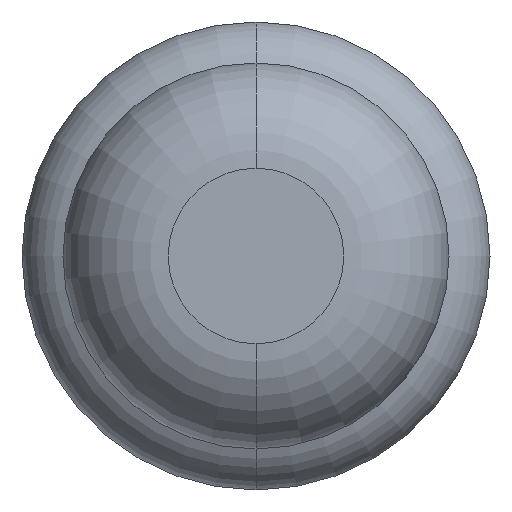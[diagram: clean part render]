
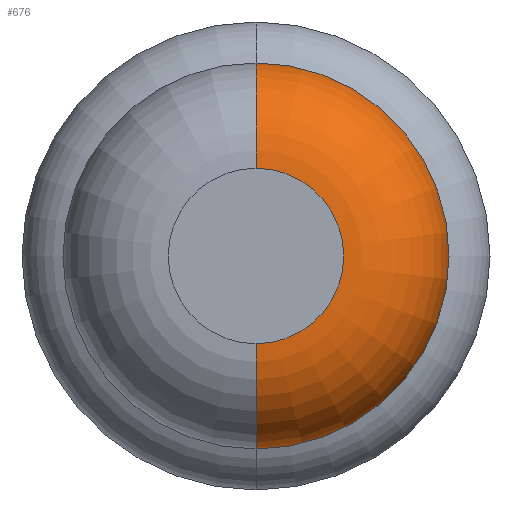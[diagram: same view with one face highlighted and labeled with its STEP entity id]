
A CAD part, front view. The second image highlights one B-rep face of the part: STEP entity #676.
In plain terms, the highlighted toroidal (fillet/blend) face has major radius 0.375 mm and minor radius 0.45 mm.
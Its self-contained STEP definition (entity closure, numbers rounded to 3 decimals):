
#15 = DIRECTION ( 'NONE',  ( 0., 1., 0. ) ) ;
#95 = VERTEX_POINT ( 'NONE', #1929 ) ;
#319 = FACE_OUTER_BOUND ( 'NONE', #3138, .T. ) ;
#361 = AXIS2_PLACEMENT_3D ( 'NONE', #2155, #561, #885 ) ;
#561 = DIRECTION ( 'NONE',  ( 1., 0., 0. ) ) ;
#676 = ADVANCED_FACE ( 'Defeature ausgef�hrt1_2', ( #319 ), #3574, .T. ) ;
#880 = AXIS2_PLACEMENT_3D ( 'NONE', #2223, #2272, #2853 ) ;
#885 = DIRECTION ( 'NONE',  ( 0., 0., -1. ) ) ;
#911 = AXIS2_PLACEMENT_3D ( 'NONE', #1863, #15, #2476 ) ;
#1123 = ORIENTED_EDGE ( 'NONE', *, *, #2258, .T. ) ;
#1318 = VERTEX_POINT ( 'NONE', #2910 ) ;
#1545 = CARTESIAN_POINT ( 'NONE',  ( 0., -24., 0. ) ) ;
#1681 = CARTESIAN_POINT ( 'NONE',  ( 0., -24., -0.375 ) ) ;
#1863 = CARTESIAN_POINT ( 'NONE',  ( 0., -23.55, 0. ) ) ;
#1929 = CARTESIAN_POINT ( 'NONE',  ( 0., -24., 0.375 ) ) ;
#1985 = CIRCLE ( 'NONE', #3064, 0.45 ) ;
#2155 = CARTESIAN_POINT ( 'NONE',  ( 0., -23.55, -0.375 ) ) ;
#2223 = CARTESIAN_POINT ( 'NONE',  ( 0., -23.55, 0. ) ) ;
#2258 = EDGE_CURVE ( 'Defeature ausgef�hrt1_2+Defeature ausgef�hrt1_1+Defeature ausgef�hrt1_1+Defeature ausgef�hrt1_1', #95, #3957, #2596, .T. ) ;
#2264 = CIRCLE ( 'NONE', #911, 0.825 ) ;
#2272 = DIRECTION ( 'NONE',  ( 0., 1., 0. ) ) ;
#2281 = EDGE_CURVE ( 'Defeature ausgef�hrt1_3+Defeature ausgef�hrt1_2+Defeature ausgef�hrt1_2+Defeature ausgef�hrt1_2', #3549, #1318, #2264, .T. ) ;
#2450 = DIRECTION ( 'NONE',  ( 0., 0., 1. ) ) ;
#2476 = DIRECTION ( 'NONE',  ( 0., 0., 1. ) ) ;
#2596 = CIRCLE ( 'NONE', #3634, 0.375 ) ;
#2853 = DIRECTION ( 'NONE',  ( 0., 0., 1. ) ) ;
#2910 = CARTESIAN_POINT ( 'NONE',  ( 0., -23.55, -0.825 ) ) ;
#2925 = ORIENTED_EDGE ( 'NONE', *, *, #3280, .T. ) ;
#3064 = AXIS2_PLACEMENT_3D ( 'NONE', #3134, #3488, #3435 ) ;
#3134 = CARTESIAN_POINT ( 'NONE',  ( 0., -23.55, 0.375 ) ) ;
#3138 = EDGE_LOOP ( 'NONE', ( #1123, #2925, #3320, #3649 ) ) ;
#3205 = CARTESIAN_POINT ( 'NONE',  ( 0., -23.55, 0.825 ) ) ;
#3280 = EDGE_CURVE ( 'NONE', #3957, #1318, #3832, .T. ) ;
#3320 = ORIENTED_EDGE ( 'NONE', *, *, #2281, .F. ) ;
#3423 = EDGE_CURVE ( 'NONE', #95, #3549, #1985, .T. ) ;
#3435 = DIRECTION ( 'NONE',  ( 0., 0., 1. ) ) ;
#3488 = DIRECTION ( 'NONE',  ( -1., 0., 0. ) ) ;
#3549 = VERTEX_POINT ( 'NONE', #3205 ) ;
#3574 = TOROIDAL_SURFACE ( 'NONE', #880, 0.375, 0.45 ) ;
#3634 = AXIS2_PLACEMENT_3D ( 'NONE', #1545, #3688, #2450 ) ;
#3649 = ORIENTED_EDGE ( 'NONE', *, *, #3423, .F. ) ;
#3688 = DIRECTION ( 'NONE',  ( 0., 1., 0. ) ) ;
#3832 = CIRCLE ( 'NONE', #361, 0.45 ) ;
#3957 = VERTEX_POINT ( 'NONE', #1681 ) ;
